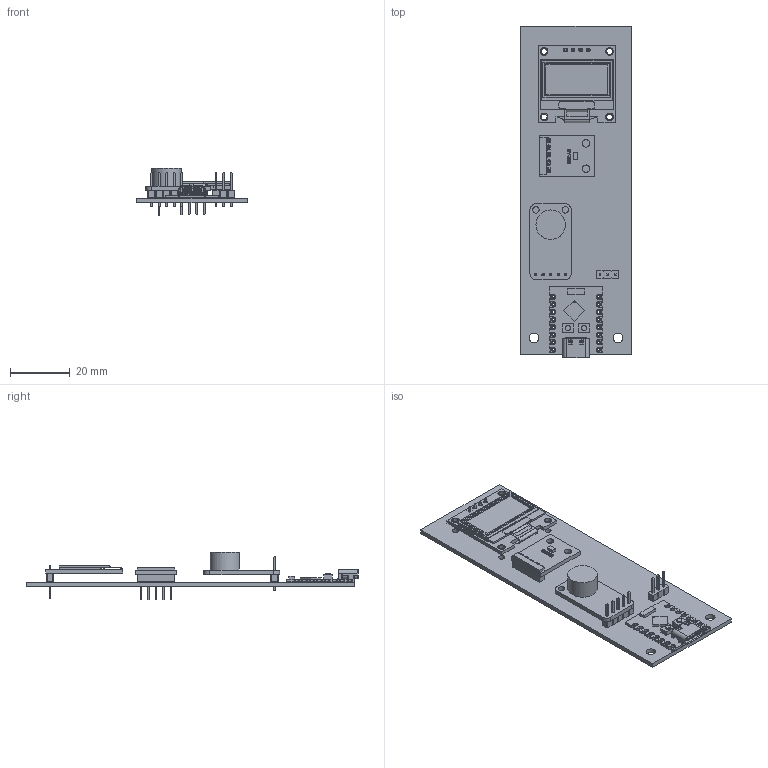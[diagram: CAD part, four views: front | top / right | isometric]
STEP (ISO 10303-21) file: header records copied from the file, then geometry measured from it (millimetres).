
FILE_DESCRIPTION(('KiCad electronic assembly'),'2;1');
FILE_NAME('Automatic Light Switch.step','2025-12-11T21:12:38',('Pcbnew') ,('Kicad'),'Open CASCADE STEP processor 7.9','KiCad to STEP converter' ,'Unknown');
FILE_SCHEMA(('AUTOMOTIVE_DESIGN { 1 0 10303 214 1 1 1 1 }'));
Length unit declared in the file: millimetre
Products named in the file (13): Automatic Light Switch 1; PinHeader_1x03_P2.54mm_Vertical; GY-302 [ Digital Light Intensity Sensor [ SW 2013; DM-OLED096-636; DM-OLED096-636_Module; DM-OLED096-636_Panel; ESP32-C3_SUPERMINI_TH; Board c3mini; USB C; components (other)^ESP32-C3 SuperMini; PinHeader_1x05_P2.54mm_Vertical; Max9814_Microphone; Automatic Light Switch_PCB
Assembly tree (12 placements, depth 3):
  Automatic Light Switch 1
    PinHeader_1x03_P2.54mm_Vertical
    GY-302 [ Digital Light Intensity Sensor [ SW 2013
    DM-OLED096-636
      DM-OLED096-636_Module
      DM-OLED096-636_Panel
    ESP32-C3_SUPERMINI_TH
      Board c3mini
      USB C
      components (other)^ESP32-C3 SuperMini
    PinHeader_1x05_P2.54mm_Vertical
    Max9814_Microphone
    Automatic Light Switch_PCB
Bounding box: 37.14 x 111.5 x 16 mm (x, y, z)
Volume: 9648.2 mm3; surface area: 17929.1 mm2
Topology: 88 solids, 88 shells, 2142 faces, 5603 edges, 3668 vertices
Faces by surface type: plane 1584, cylinder 397, bspline 146, cone 13, torus 2
Full cylindrical faces by diameter (mm): 0.8 x5, 0.84 x16, 1 x17, 2 x4, 2.2 x2, 3.2 x2, 9.9 x1
Entity records: 76874 total; most frequent: CARTESIAN_POINT 21196, ORIENTED_EDGE 11206, DIRECTION 9986, EDGE_CURVE 5603, LINE 4394, VECTOR 4394, VERTEX_POINT 3668, AXIS2_PLACEMENT_3D 2796
